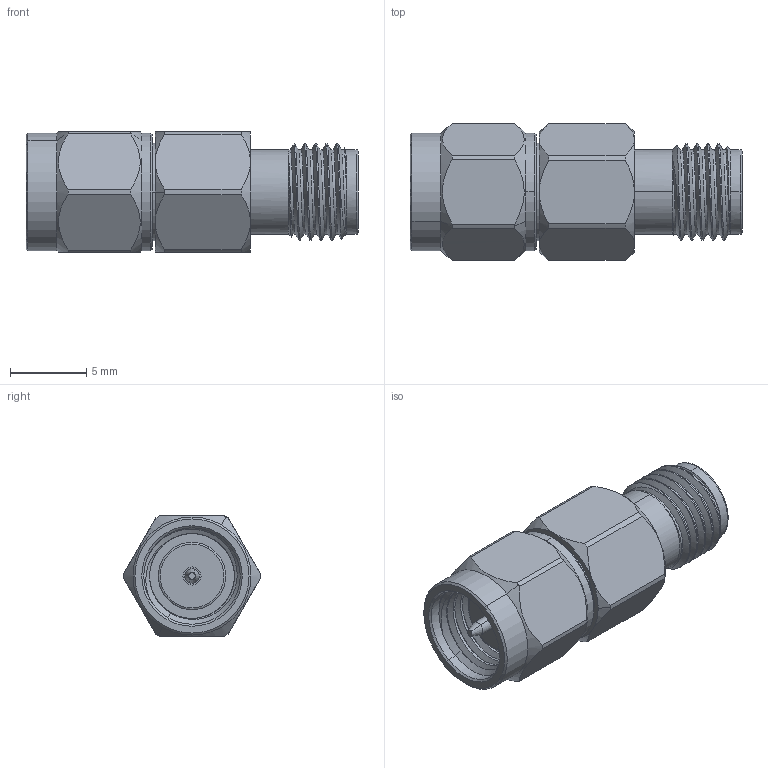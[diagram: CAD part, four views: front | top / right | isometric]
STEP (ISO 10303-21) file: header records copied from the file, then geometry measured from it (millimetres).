
FILE_DESCRIPTION (( 'STEP AP203' ), '1' );
FILE_NAME ('PE7091-10.step', '2019-03-22T19:17:10', ( '' ), ( '' ), 'SwSTEP 2.0', 'SolidWorks 2017', '' );
FILE_SCHEMA (( 'CONFIG_CONTROL_DESIGN' ));
Length unit declared in the file: inch
Products named in the file (1): PE7091-10
Bounding box: 21.84 x 8.99 x 7.94 mm (x, y, z)
Volume: 819.8 mm3; surface area: 928 mm2
Topology: 1 solids, 1 shells, 139 faces, 336 edges, 210 vertices
Faces by surface type: cylinder 62, cone 42, plane 25, bspline 8, torus 2
Entity records: 7265 total; most frequent: CARTESIAN_POINT 4129, ORIENTED_EDGE 672, DIRECTION 612, EDGE_CURVE 336, AXIS2_PLACEMENT_3D 256, VERTEX_POINT 210, EDGE_LOOP 150, ADVANCED_FACE 139
